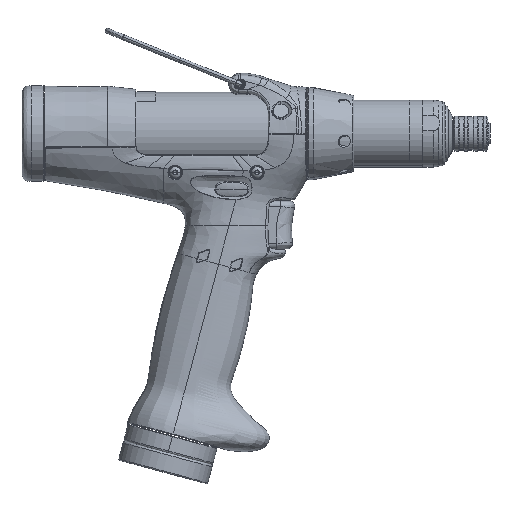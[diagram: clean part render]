
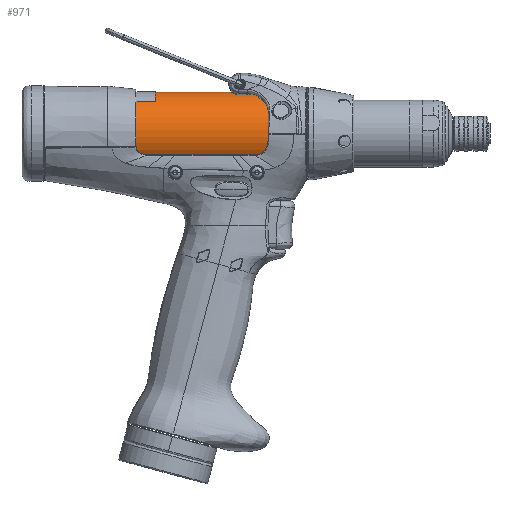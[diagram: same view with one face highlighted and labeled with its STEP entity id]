
A CAD part, top view. The second image highlights one B-rep face of the part: STEP entity #971.
In plain terms, the highlighted cylindrical face has radius 20.229 mm (diameter 40.457 mm), a partial arc.
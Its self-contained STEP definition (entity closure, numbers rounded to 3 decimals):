
#869=DIRECTION('',(1.,0.,0.));
#870=VECTOR('',#869,66.03);
#871=CARTESIAN_POINT('',(-91.53,20.229,0.));
#872=LINE('',#871,#870);
#878=CARTESIAN_POINT('',(-91.03,-16.184,12.136));
#879=CARTESIAN_POINT('',(-91.098,-16.184,12.136));
#880=CARTESIAN_POINT('',(-91.224,-16.167,12.158));
#881=CARTESIAN_POINT('',(-91.393,-16.101,12.245));
#882=CARTESIAN_POINT('',(-91.503,-15.998,12.38));
#883=CARTESIAN_POINT('',(-91.53,-15.919,12.481));
#884=CARTESIAN_POINT('',(-91.53,-15.876,12.535));
#886=CARTESIAN_POINT('',(-91.53,0.,0.));
#887=DIRECTION('',(-1.,0.,0.));
#888=DIRECTION('',(0.,-0.785,0.62));
#889=AXIS2_PLACEMENT_3D('',#886,#887,#888);
#891=CARTESIAN_POINT('',(-25.5,0.,0.));
#892=DIRECTION('',(1.,0.,0.));
#893=DIRECTION('',(0.,1.,0.));
#894=AXIS2_PLACEMENT_3D('',#891,#892,#893);
#896=CARTESIAN_POINT('',(-25.5,-15.876,12.535));
#897=CARTESIAN_POINT('',(-25.5,-15.919,12.481));
#898=CARTESIAN_POINT('',(-25.527,-15.998,12.38));
#899=CARTESIAN_POINT('',(-25.637,-16.101,12.245));
#900=CARTESIAN_POINT('',(-25.806,-16.167,12.158));
#901=CARTESIAN_POINT('',(-25.932,-16.184,12.136));
#902=CARTESIAN_POINT('',(-26.,-16.184,12.136));
#904=DIRECTION('',(-1.,0.,0.));
#905=VECTOR('',#904,50.53);
#906=CARTESIAN_POINT('',(-26.,-16.184,12.136));
#907=LINE('',#906,#905);
#908=DIRECTION('',(-1.,0.,0.));
#909=VECTOR('',#908,14.5);
#910=CARTESIAN_POINT('',(-76.53,-16.184,12.136));
#911=LINE('',#910,#909);
#916=CARTESIAN_POINT('',(-25.5,20.229,0.));
#917=VERTEX_POINT('',#916);
#918=CARTESIAN_POINT('',(-91.53,20.229,0.));
#919=VERTEX_POINT('',#918);
#920=VERTEX_POINT('',#884);
#921=VERTEX_POINT('',#878);
#922=CARTESIAN_POINT('',(-25.5,-15.876,12.535));
#923=VERTEX_POINT('',#922);
#924=VERTEX_POINT('',#902);
#927=CARTESIAN_POINT('',(-76.53,-16.184,12.136));
#928=VERTEX_POINT('',#927);
#951=CARTESIAN_POINT('',(-91.53,0.,0.));
#952=DIRECTION('',(1.,0.,0.));
#953=DIRECTION('',(0.,1.,0.));
#954=AXIS2_PLACEMENT_3D('',#951,#952,#953);
#955=CYLINDRICAL_SURFACE('',#954,20.229);
#957=ORIENTED_EDGE('',*,*,#956,.T.);
#959=ORIENTED_EDGE('',*,*,#958,.T.);
#960=ORIENTED_EDGE('',*,*,#944,.T.);
#962=ORIENTED_EDGE('',*,*,#961,.T.);
#964=ORIENTED_EDGE('',*,*,#963,.T.);
#966=ORIENTED_EDGE('',*,*,#965,.T.);
#968=ORIENTED_EDGE('',*,*,#967,.T.);
#969=EDGE_LOOP('',(#957,#959,#960,#962,#964,#966,#968));
#970=FACE_OUTER_BOUND('',#969,.F.);
#971=ADVANCED_FACE('',(#970),#955,.T.);
#885=B_SPLINE_CURVE_WITH_KNOTS('',3,(#878,#879,#880,#881,#882,#883,#884),
.UNSPECIFIED.,.F.,.F.,(4,1,1,1,4),(0.,0.25,0.5,0.75,1.),
.UNSPECIFIED.);
#890=CIRCLE('',#889,20.229);
#895=CIRCLE('',#894,20.229);
#903=B_SPLINE_CURVE_WITH_KNOTS('',3,(#896,#897,#898,#899,#900,#901,#902),
.UNSPECIFIED.,.F.,.F.,(4,1,1,1,4),(0.,0.25,0.5,0.75,1.),
.UNSPECIFIED.);
#944=EDGE_CURVE('',#919,#917,#872,.T.);
#956=EDGE_CURVE('',#921,#920,#885,.T.);
#958=EDGE_CURVE('',#920,#919,#890,.T.);
#961=EDGE_CURVE('',#917,#923,#895,.T.);
#963=EDGE_CURVE('',#923,#924,#903,.T.);
#965=EDGE_CURVE('',#924,#928,#907,.T.);
#967=EDGE_CURVE('',#928,#921,#911,.T.);
